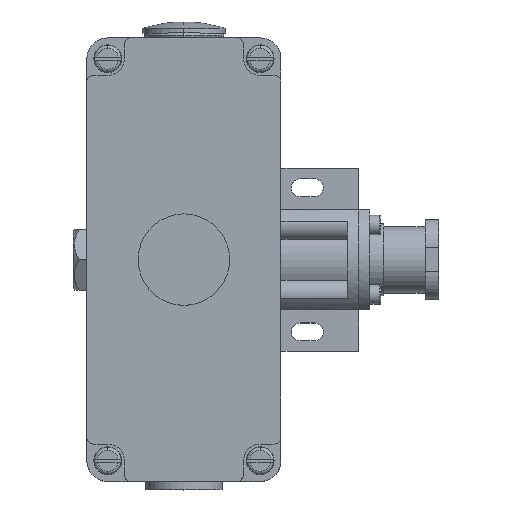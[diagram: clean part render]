
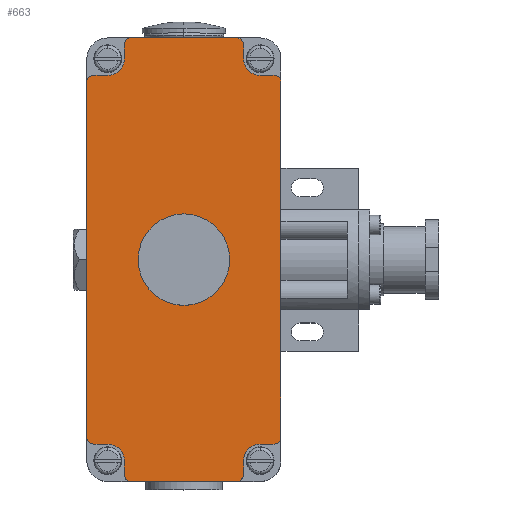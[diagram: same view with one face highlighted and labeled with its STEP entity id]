
A CAD part, top view. The second image highlights one B-rep face of the part: STEP entity #663.
In plain terms, the highlighted planar face has unit normal (0, 0, 1).
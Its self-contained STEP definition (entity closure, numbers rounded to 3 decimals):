
#663=ADVANCED_FACE('',(#1465,#1466),#1467,.T.);
#1465=FACE_OUTER_BOUND('',#2407,.T.);
#1466=FACE_BOUND('',#2408,.T.);
#1467=PLANE('',#2409);
#2407=EDGE_LOOP('',(#4338,#4339,#4340,#4341,#4342,#4343,#4344,#4345,#4346,#4347,#4348,#4349,#4350,#4351,#4352,#4353,#4354,#4355,#4356,#4357,#4358,#4359,#4360,#4361));
#2408=EDGE_LOOP('',(#4362,#4363));
#2409=AXIS2_PLACEMENT_3D('',#4364,#4365,#4366);
#4338=ORIENTED_EDGE('',*,*,#6142,.T.);
#4339=ORIENTED_EDGE('',*,*,#6203,.F.);
#4340=ORIENTED_EDGE('',*,*,#6138,.T.);
#4341=ORIENTED_EDGE('',*,*,#6135,.T.);
#4342=ORIENTED_EDGE('',*,*,#6132,.T.);
#4343=ORIENTED_EDGE('',*,*,#6193,.T.);
#4344=ORIENTED_EDGE('',*,*,#6190,.T.);
#4345=ORIENTED_EDGE('',*,*,#6212,.F.);
#4346=ORIENTED_EDGE('',*,*,#6186,.T.);
#4347=ORIENTED_EDGE('',*,*,#6183,.T.);
#4348=ORIENTED_EDGE('',*,*,#6180,.T.);
#4349=ORIENTED_EDGE('',*,*,#6177,.T.);
#4350=ORIENTED_EDGE('',*,*,#6174,.T.);
#4351=ORIENTED_EDGE('',*,*,#6206,.F.);
#4352=ORIENTED_EDGE('',*,*,#6170,.T.);
#4353=ORIENTED_EDGE('',*,*,#6167,.T.);
#4354=ORIENTED_EDGE('',*,*,#6164,.T.);
#4355=ORIENTED_EDGE('',*,*,#6161,.T.);
#4356=ORIENTED_EDGE('',*,*,#6158,.T.);
#4357=ORIENTED_EDGE('',*,*,#6198,.F.);
#4358=ORIENTED_EDGE('',*,*,#6154,.T.);
#4359=ORIENTED_EDGE('',*,*,#6151,.T.);
#4360=ORIENTED_EDGE('',*,*,#6148,.T.);
#4361=ORIENTED_EDGE('',*,*,#6145,.T.);
#4362=ORIENTED_EDGE('',*,*,#6007,.T.);
#4363=ORIENTED_EDGE('',*,*,#5663,.T.);
#4364=CARTESIAN_POINT('',(40.0,83.0,60.0));
#4365=DIRECTION('',(0.0,0.0,1.0));
#4366=DIRECTION('',(0.0,-1.0,0.0));
#5663=EDGE_CURVE('',#6800,#6804,#6806,.T.);
#6007=EDGE_CURVE('',#6804,#6800,#7306,.T.);
#6132=EDGE_CURVE('',#7502,#7500,#7503,.T.);
#6135=EDGE_CURVE('',#7506,#7502,#7507,.T.);
#6138=EDGE_CURVE('',#7510,#7506,#7511,.T.);
#6142=EDGE_CURVE('',#7516,#7514,#7517,.T.);
#6145=EDGE_CURVE('',#7520,#7516,#7521,.T.);
#6148=EDGE_CURVE('',#7524,#7520,#7525,.T.);
#6151=EDGE_CURVE('',#7528,#7524,#7529,.T.);
#6154=EDGE_CURVE('',#7532,#7528,#7533,.T.);
#6158=EDGE_CURVE('',#7538,#7536,#7539,.T.);
#6161=EDGE_CURVE('',#7542,#7538,#7543,.T.);
#6164=EDGE_CURVE('',#7546,#7542,#7547,.T.);
#6167=EDGE_CURVE('',#7550,#7546,#7551,.T.);
#6170=EDGE_CURVE('',#7554,#7550,#7555,.T.);
#6174=EDGE_CURVE('',#7560,#7558,#7561,.T.);
#6177=EDGE_CURVE('',#7564,#7560,#7565,.T.);
#6180=EDGE_CURVE('',#7568,#7564,#7569,.T.);
#6183=EDGE_CURVE('',#7572,#7568,#7573,.T.);
#6186=EDGE_CURVE('',#7576,#7572,#7577,.T.);
#6190=EDGE_CURVE('',#7582,#7580,#7583,.T.);
#6193=EDGE_CURVE('',#7500,#7582,#7586,.T.);
#6198=EDGE_CURVE('',#7532,#7536,#7591,.T.);
#6203=EDGE_CURVE('',#7510,#7514,#7596,.T.);
#6206=EDGE_CURVE('',#7554,#7558,#7599,.T.);
#6212=EDGE_CURVE('',#7576,#7580,#7605,.T.);
#6800=VERTEX_POINT('',#8467);
#6804=VERTEX_POINT('',#8472);
#6806=CIRCLE('',#8475,1.0);
#7306=CIRCLE('',#9369,1.0);
#7500=VERTEX_POINT('',#9613);
#7502=VERTEX_POINT('',#9616);
#7503=CIRCLE('',#9617,6.);
#7506=VERTEX_POINT('',#9621);
#7507=LINE('',#9622,#9623);
#7510=VERTEX_POINT('',#9627);
#7511=CIRCLE('',#9628,2.5);
#7514=VERTEX_POINT('',#9632);
#7516=VERTEX_POINT('',#9635);
#7517=CIRCLE('',#9636,2.5);
#7520=VERTEX_POINT('',#9640);
#7521=LINE('',#9641,#9642);
#7524=VERTEX_POINT('',#9646);
#7525=CIRCLE('',#9647,6.);
#7528=VERTEX_POINT('',#9651);
#7529=LINE('',#9652,#9653);
#7532=VERTEX_POINT('',#9657);
#7533=CIRCLE('',#9658,2.5);
#7536=VERTEX_POINT('',#9662);
#7538=VERTEX_POINT('',#9665);
#7539=CIRCLE('',#9666,2.5);
#7542=VERTEX_POINT('',#9670);
#7543=LINE('',#9671,#9672);
#7546=VERTEX_POINT('',#9676);
#7547=CIRCLE('',#9677,6.);
#7550=VERTEX_POINT('',#9681);
#7551=LINE('',#9682,#9683);
#7554=VERTEX_POINT('',#9687);
#7555=CIRCLE('',#9688,2.5);
#7558=VERTEX_POINT('',#9692);
#7560=VERTEX_POINT('',#9695);
#7561=CIRCLE('',#9696,2.5);
#7564=VERTEX_POINT('',#9700);
#7565=LINE('',#9701,#9702);
#7568=VERTEX_POINT('',#9706);
#7569=CIRCLE('',#9707,6.);
#7572=VERTEX_POINT('',#9711);
#7573=LINE('',#9712,#9713);
#7576=VERTEX_POINT('',#9717);
#7577=CIRCLE('',#9718,2.5);
#7580=VERTEX_POINT('',#9722);
#7582=VERTEX_POINT('',#9725);
#7583=CIRCLE('',#9726,2.5);
#7586=LINE('',#9730,#9731);
#7591=LINE('',#9738,#9739);
#7596=LINE('',#9746,#9747);
#7599=LINE('',#9751,#9752);
#7605=LINE('',#9761,#9762);
#8467=CARTESIAN_POINT('',(40.0,82.0,60.0));
#8472=CARTESIAN_POINT('',(40.0,84.0,60.0));
#8475=AXIS2_PLACEMENT_3D('',#10822,#10823,#10824);
#9369=AXIS2_PLACEMENT_3D('',#11268,#11269,#11270);
#9613=CARTESIAN_POINT('',(12.5,149.5,60.0));
#9616=CARTESIAN_POINT('',(18.5,155.5,60.0));
#9617=AXIS2_PLACEMENT_3D('',#11451,#11452,#11453);
#9621=CARTESIAN_POINT('',(18.5,160.5,60.0));
#9622=CARTESIAN_POINT('',(18.5,120.5,60.0));
#9623=VECTOR('',#11455,1.0);
#9627=CARTESIAN_POINT('',(21.0,163.0,60.0));
#9628=AXIS2_PLACEMENT_3D('',#11457,#11458,#11459);
#9632=CARTESIAN_POINT('',(59.,163.0,60.0));
#9635=CARTESIAN_POINT('',(61.5,160.5,60.0));
#9636=AXIS2_PLACEMENT_3D('',#11462,#11463,#11464);
#9640=CARTESIAN_POINT('',(61.5,155.5,60.0));
#9641=CARTESIAN_POINT('',(61.5,120.5,60.0));
#9642=VECTOR('',#11466,1.0);
#9646=CARTESIAN_POINT('',(67.5,149.5,60.0));
#9647=AXIS2_PLACEMENT_3D('',#11468,#11469,#11470);
#9651=CARTESIAN_POINT('',(72.5,149.5,60.0));
#9652=CARTESIAN_POINT('',(55.,149.5,60.0));
#9653=VECTOR('',#11472,1.0);
#9657=CARTESIAN_POINT('',(75.0,147.0,60.0));
#9658=AXIS2_PLACEMENT_3D('',#11474,#11475,#11476);
#9662=CARTESIAN_POINT('',(75.0,19.,60.0));
#9665=CARTESIAN_POINT('',(72.5,16.5,60.0));
#9666=AXIS2_PLACEMENT_3D('',#11479,#11480,#11481);
#9670=CARTESIAN_POINT('',(67.5,16.5,60.0));
#9671=CARTESIAN_POINT('',(55.,16.5,60.0));
#9672=VECTOR('',#11483,1.0);
#9676=CARTESIAN_POINT('',(61.5,10.5,60.0));
#9677=AXIS2_PLACEMENT_3D('',#11485,#11486,#11487);
#9681=CARTESIAN_POINT('',(61.5,5.5,60.0));
#9682=CARTESIAN_POINT('',(61.5,45.5,60.0));
#9683=VECTOR('',#11489,1.0);
#9687=CARTESIAN_POINT('',(59.0,3.0,60.0));
#9688=AXIS2_PLACEMENT_3D('',#11491,#11492,#11493);
#9692=CARTESIAN_POINT('',(21.,3.0,60.0));
#9695=CARTESIAN_POINT('',(18.5,5.5,60.0));
#9696=AXIS2_PLACEMENT_3D('',#11496,#11497,#11498);
#9700=CARTESIAN_POINT('',(18.5,10.5,60.0));
#9701=CARTESIAN_POINT('',(18.5,45.5,60.0));
#9702=VECTOR('',#11500,1.0);
#9706=CARTESIAN_POINT('',(12.5,16.5,60.0));
#9707=AXIS2_PLACEMENT_3D('',#11502,#11503,#11504);
#9711=CARTESIAN_POINT('',(7.5,16.5,60.0));
#9712=CARTESIAN_POINT('',(25.,16.5,60.0));
#9713=VECTOR('',#11506,1.0);
#9717=CARTESIAN_POINT('',(5.0,19.0,60.0));
#9718=AXIS2_PLACEMENT_3D('',#11508,#11509,#11510);
#9722=CARTESIAN_POINT('',(5.0,147.,60.0));
#9725=CARTESIAN_POINT('',(7.5,149.5,60.0));
#9726=AXIS2_PLACEMENT_3D('',#11513,#11514,#11515);
#9730=CARTESIAN_POINT('',(25.0,149.5,60.0));
#9731=VECTOR('',#11517,1.0);
#9738=CARTESIAN_POINT('',(75.0,10.5,60.0));
#9739=VECTOR('',#11520,1.0);
#9746=CARTESIAN_POINT('',(67.5,163.0,60.0));
#9747=VECTOR('',#11523,1.0);
#9751=CARTESIAN_POINT('',(12.5,3.0,60.0));
#9752=VECTOR('',#11525,1.0);
#9761=CARTESIAN_POINT('',(5.0,155.5,60.0));
#9762=VECTOR('',#11529,1.0);
#10822=CARTESIAN_POINT('',(40.0,83.0,60.0));
#10823=DIRECTION('',(-0.0,0.0,-1.0));
#10824=DIRECTION('',(0.,-1.0,0.0));
#11268=CARTESIAN_POINT('',(40.0,83.0,60.0));
#11269=DIRECTION('',(-0.0,0.0,-1.0));
#11270=DIRECTION('',(0.,-1.0,0.0));
#11451=CARTESIAN_POINT('',(12.5,155.5,60.0));
#11452=DIRECTION('',(0.0,0.0,-1.0));
#11453=DIRECTION('',(0.,-1.0,0.0));
#11455=DIRECTION('',(0.0,-1.0,0.0));
#11457=CARTESIAN_POINT('',(21.,160.5,60.0));
#11458=DIRECTION('',(0.0,-0.0,1.0));
#11459=DIRECTION('',(0.,1.0,0.0));
#11462=CARTESIAN_POINT('',(59.,160.5,60.0));
#11463=DIRECTION('',(0.0,0.0,1.0));
#11464=DIRECTION('',(1.0,0.,0.0));
#11466=DIRECTION('',(0.0,1.0,0.0));
#11468=CARTESIAN_POINT('',(67.5,155.5,60.0));
#11469=DIRECTION('',(-0.0,0.0,-1.0));
#11470=DIRECTION('',(-1.0,0.,0.0));
#11472=DIRECTION('',(-1.0,-0.0,0.0));
#11474=CARTESIAN_POINT('',(72.5,147.,60.0));
#11475=DIRECTION('',(0.0,0.0,1.0));
#11476=DIRECTION('',(1.0,0.,0.0));
#11479=CARTESIAN_POINT('',(72.5,19.,60.0));
#11480=DIRECTION('',(0.0,0.0,1.0));
#11481=DIRECTION('',(0.,-1.0,0.0));
#11483=DIRECTION('',(1.0,0.0,0.0));
#11485=CARTESIAN_POINT('',(67.5,10.5,60.0));
#11486=DIRECTION('',(0.0,0.0,-1.0));
#11487=DIRECTION('',(0.,1.0,0.0));
#11489=DIRECTION('',(0.0,1.0,0.0));
#11491=CARTESIAN_POINT('',(59.,5.5,60.0));
#11492=DIRECTION('',(0.0,0.0,1.0));
#11493=DIRECTION('',(0.,-1.0,0.0));
#11496=CARTESIAN_POINT('',(21.,5.5,60.0));
#11497=DIRECTION('',(0.0,0.0,1.0));
#11498=DIRECTION('',(-1.0,0.,0.0));
#11500=DIRECTION('',(0.0,-1.0,0.0));
#11502=CARTESIAN_POINT('',(12.5,10.5,60.0));
#11503=DIRECTION('',(0.0,0.0,-1.0));
#11504=DIRECTION('',(1.0,0.,0.0));
#11506=DIRECTION('',(1.0,0.0,0.0));
#11508=CARTESIAN_POINT('',(7.5,19.,60.0));
#11509=DIRECTION('',(0.0,0.0,1.0));
#11510=DIRECTION('',(-1.0,0.,0.0));
#11513=CARTESIAN_POINT('',(7.5,147.,60.0));
#11514=DIRECTION('',(0.0,-0.0,1.0));
#11515=DIRECTION('',(0.,1.0,0.0));
#11517=DIRECTION('',(-1.0,-0.0,0.0));
#11520=DIRECTION('',(0.0,-1.0,0.0));
#11523=DIRECTION('',(1.0,0.0,0.0));
#11525=DIRECTION('',(-1.0,0.0,0.0));
#11529=DIRECTION('',(0.0,1.0,0.0));
